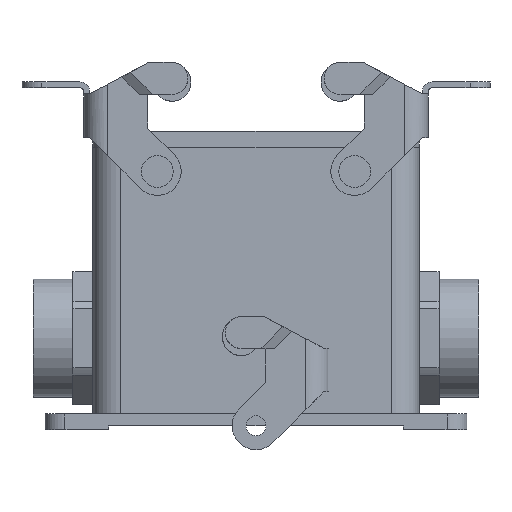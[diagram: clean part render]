
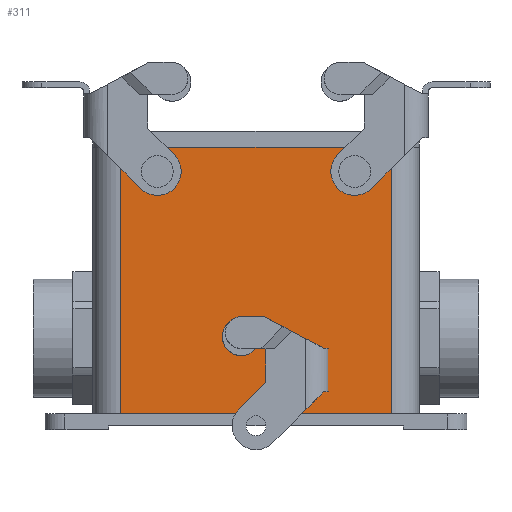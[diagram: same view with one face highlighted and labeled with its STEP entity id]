
A CAD part, front view. The second image highlights one B-rep face of the part: STEP entity #311.
In plain terms, the highlighted planar face has unit normal (0, -1, 0).
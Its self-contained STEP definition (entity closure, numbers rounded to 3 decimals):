
#311 = ADVANCED_FACE( '', ( #815, #816, #817 ), #818, .F. );
#815 = FACE_BOUND( '', #1585, .T. );
#816 = FACE_OUTER_BOUND( '', #1586, .T. );
#817 = FACE_BOUND( '', #1587, .T. );
#818 = PLANE( '', #1588 );
#1585 = EDGE_LOOP( '', ( #2474 ) );
#1586 = EDGE_LOOP( '', ( #2475, #2476, #2477, #2478 ) );
#1587 = EDGE_LOOP( '', ( #2479 ) );
#1588 = AXIS2_PLACEMENT_3D( '', #2480, #2481, #2482 );
#2474 = ORIENTED_EDGE( '', *, *, #4430, .T. );
#2475 = ORIENTED_EDGE( '', *, *, #4431, .F. );
#2476 = ORIENTED_EDGE( '', *, *, #4432, .T. );
#2477 = ORIENTED_EDGE( '', *, *, #4433, .T. );
#2478 = ORIENTED_EDGE( '', *, *, #4434, .F. );
#2479 = ORIENTED_EDGE( '', *, *, #4435, .F. );
#2480 = CARTESIAN_POINT( '', ( -41., -28., 70. ) );
#2481 = DIRECTION( '', ( 0., 1., 0. ) );
#2482 = DIRECTION( '', ( -1., 0., 0. ) );
#4430 = EDGE_CURVE( '', #5315, #5315, #5316, .T. );
#4431 = EDGE_CURVE( '', #5317, #5318, #5319, .T. );
#4432 = EDGE_CURVE( '', #5317, #5320, #5321, .T. );
#4433 = EDGE_CURVE( '', #5320, #5322, #5323, .T. );
#4434 = EDGE_CURVE( '', #5318, #5322, #5324, .T. );
#4435 = EDGE_CURVE( '', #5325, #5325, #5326, .T. );
#5315 = VERTEX_POINT( '', #6595 );
#5316 = CIRCLE( '', #6596, 2.45 );
#5317 = VERTEX_POINT( '', #6597 );
#5318 = VERTEX_POINT( '', #6598 );
#5319 = LINE( '', #6599, #6600 );
#5320 = VERTEX_POINT( '', #6601 );
#5321 = LINE( '', #6602, #6603 );
#5322 = VERTEX_POINT( '', #6604 );
#5323 = LINE( '', #6605, #6606 );
#5324 = LINE( '', #6607, #6608 );
#5325 = VERTEX_POINT( '', #6609 );
#5326 = CIRCLE( '', #6610, 2.45 );
#6595 = CARTESIAN_POINT( '', ( -22.35, -28., 63.9 ) );
#6596 = AXIS2_PLACEMENT_3D( '', #8103, #8104, #8105 );
#6597 = CARTESIAN_POINT( '', ( -34., -28., 70. ) );
#6598 = CARTESIAN_POINT( '', ( 34., -28., 70. ) );
#6599 = CARTESIAN_POINT( '', ( -41., -28., 70. ) );
#6600 = VECTOR( '', #8106, 1000. );
#6601 = CARTESIAN_POINT( '', ( -34., -28., 3. ) );
#6602 = CARTESIAN_POINT( '', ( -34., -28., 70. ) );
#6603 = VECTOR( '', #8107, 1000. );
#6604 = CARTESIAN_POINT( '', ( 34., -28., 3. ) );
#6605 = CARTESIAN_POINT( '', ( -41., -28., 3. ) );
#6606 = VECTOR( '', #8108, 1000. );
#6607 = CARTESIAN_POINT( '', ( 34., -28., 70. ) );
#6608 = VECTOR( '', #8109, 1000. );
#6609 = CARTESIAN_POINT( '', ( 22.35, -28., 63.9 ) );
#6610 = AXIS2_PLACEMENT_3D( '', #8110, #8111, #8112 );
#8103 = CARTESIAN_POINT( '', ( -24.8, -28., 63.9 ) );
#8104 = DIRECTION( '', ( 0., 1., 0. ) );
#8105 = DIRECTION( '', ( 1., 0., 0. ) );
#8106 = DIRECTION( '', ( 1., 0., 0. ) );
#8107 = DIRECTION( '', ( 0., 0., -1. ) );
#8108 = DIRECTION( '', ( 1., 0., 0. ) );
#8109 = DIRECTION( '', ( 0., 0., -1. ) );
#8110 = CARTESIAN_POINT( '', ( 24.8, -28., 63.9 ) );
#8111 = DIRECTION( '', ( 0., -1., 0. ) );
#8112 = DIRECTION( '', ( -1., 0., 0. ) );
